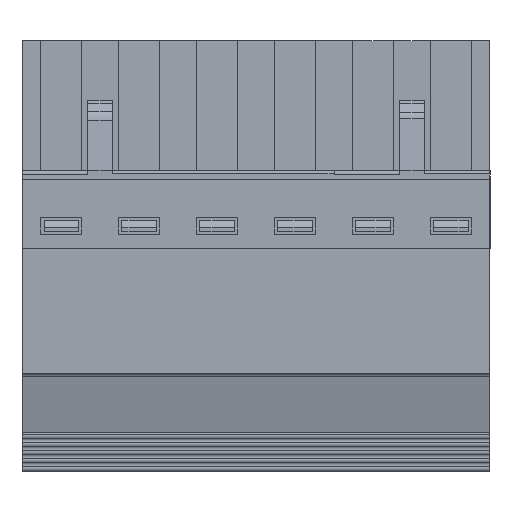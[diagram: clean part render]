
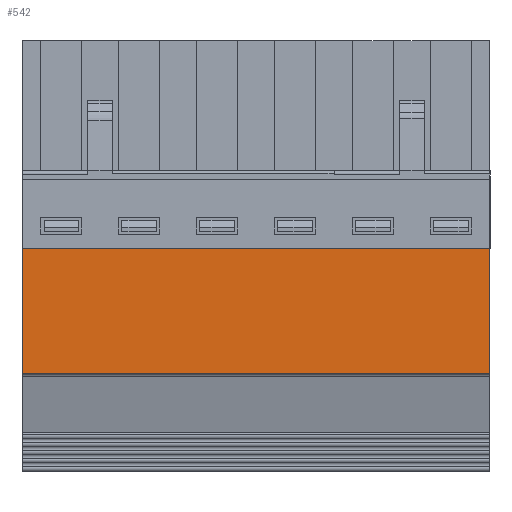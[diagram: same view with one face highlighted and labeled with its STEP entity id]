
A CAD part, front view. The second image highlights one B-rep face of the part: STEP entity #542.
In plain terms, the highlighted planar face has unit normal (0, -1, 0).
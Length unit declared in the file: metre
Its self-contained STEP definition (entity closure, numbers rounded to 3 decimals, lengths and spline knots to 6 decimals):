
#542=ADVANCED_FACE('',(#1475),#1476,.T.);
#1475=FACE_OUTER_BOUND('',#2873,.T.);
#1476=PLANE('',#2874);
#2873=EDGE_LOOP('',(#4470,#4471,#4472,#4473,#4474,#4475,#4476,#4477,#4478,#4479));
#2874=AXIS2_PLACEMENT_3D('',#4480,#4481,#4482);
#4470=ORIENTED_EDGE('',*,*,#8082,.T.);
#4471=ORIENTED_EDGE('',*,*,#8106,.T.);
#4472=ORIENTED_EDGE('',*,*,#8107,.F.);
#4473=ORIENTED_EDGE('',*,*,#8108,.T.);
#4474=ORIENTED_EDGE('',*,*,#8109,.T.);
#4475=ORIENTED_EDGE('',*,*,#8110,.T.);
#4476=ORIENTED_EDGE('',*,*,#8111,.F.);
#4477=ORIENTED_EDGE('',*,*,#7991,.F.);
#4478=ORIENTED_EDGE('',*,*,#7986,.T.);
#4479=ORIENTED_EDGE('',*,*,#8112,.T.);
#4480=CARTESIAN_POINT('',(0.02305,-0.035437,-0.075199));
#4481=DIRECTION('',(0.,-1.0,0.));
#4482=DIRECTION('',(0.,0.,1.0));
#7986=EDGE_CURVE('',#9500,#9498,#9501,.T.);
#7991=EDGE_CURVE('',#9500,#9507,#9508,.T.);
#8082=EDGE_CURVE('',#9648,#9646,#9649,.T.);
#8106=EDGE_CURVE('',#9646,#9685,#9686,.T.);
#8107=EDGE_CURVE('',#9687,#9685,#9688,.T.);
#8108=EDGE_CURVE('',#9687,#9689,#9690,.T.);
#8109=EDGE_CURVE('',#9689,#9691,#9692,.T.);
#8110=EDGE_CURVE('',#9691,#9693,#9694,.T.);
#8111=EDGE_CURVE('',#9507,#9693,#9695,.T.);
#8112=EDGE_CURVE('',#9498,#9648,#9696,.T.);
#9498=VERTEX_POINT('',#11713);
#9500=VERTEX_POINT('',#11716);
#9501=LINE('',#11717,#11718);
#9507=VERTEX_POINT('',#11727);
#9508=LINE('',#11728,#11729);
#9646=VERTEX_POINT('',#11914);
#9648=VERTEX_POINT('',#11917);
#9649=LINE('',#11918,#11919);
#9685=VERTEX_POINT('',#11956);
#9686=LINE('',#11957,#11958);
#9687=VERTEX_POINT('',#11959);
#9688=LINE('',#11960,#11961);
#9689=VERTEX_POINT('',#11962);
#9690=LINE('',#11963,#11964);
#9691=VERTEX_POINT('',#11965);
#9692=LINE('',#11966,#11967);
#9693=VERTEX_POINT('',#11968);
#9694=LINE('',#11969,#11970);
#9695=LINE('',#11971,#11972);
#9696=LINE('',#11973,#11974);
#11713=CARTESIAN_POINT('',(0.02305,-0.035437,-0.064424));
#11716=CARTESIAN_POINT('',(0.023054,-0.035437,-0.064424));
#11717=CARTESIAN_POINT('',(0.02305,-0.035437,-0.064424));
#11718=VECTOR('',#14814,1.0);
#11727=CARTESIAN_POINT('',(0.023054,-0.035437,-0.067526));
#11728=CARTESIAN_POINT('',(0.023054,-0.035437,-0.075199));
#11729=VECTOR('',#14818,1.0);
#11914=CARTESIAN_POINT('',(0.053052,-0.035437,-0.076626));
#11917=CARTESIAN_POINT('',(0.02305,-0.035437,-0.076626));
#11918=CARTESIAN_POINT('',(0.087814,-0.035437,-0.076626));
#11919=VECTOR('',#14927,1.0);
#11956=CARTESIAN_POINT('',(0.053052,-0.035437,-0.067526));
#11957=CARTESIAN_POINT('',(0.053052,-0.035437,-0.075199));
#11958=VECTOR('',#14965,1.0);
#11959=CARTESIAN_POINT('',(0.051947,-0.035437,-0.067526));
#11960=CARTESIAN_POINT('',(-0.02695,-0.035437,-0.067526));
#11961=VECTOR('',#14966,1.0);
#11962=CARTESIAN_POINT('',(0.051947,-0.035437,-0.068613));
#11963=CARTESIAN_POINT('',(0.051947,-0.035437,-0.075199));
#11964=VECTOR('',#14967,1.0);
#11965=CARTESIAN_POINT('',(0.024153,-0.035437,-0.068613));
#11966=CARTESIAN_POINT('',(0.02305,-0.035437,-0.068613));
#11967=VECTOR('',#14968,1.0);
#11968=CARTESIAN_POINT('',(0.024153,-0.035437,-0.067526));
#11969=CARTESIAN_POINT('',(0.024153,-0.035437,-0.075199));
#11970=VECTOR('',#14969,1.0);
#11971=CARTESIAN_POINT('',(0.02305,-0.035437,-0.067526));
#11972=VECTOR('',#14970,1.0);
#11973=CARTESIAN_POINT('',(0.02305,-0.035437,-0.075199));
#11974=VECTOR('',#14971,1.0);
#14814=DIRECTION('',(-1.0,0.,0.));
#14818=DIRECTION('',(0.,0.,-1.0));
#14927=DIRECTION('',(1.0,0.,0.));
#14965=DIRECTION('',(0.,0.,1.0));
#14966=DIRECTION('',(1.0,0.,0.));
#14967=DIRECTION('',(0.,0.,-1.0));
#14968=DIRECTION('',(-1.0,0.,0.));
#14969=DIRECTION('',(0.,0.,1.0));
#14970=DIRECTION('',(1.0,0.,0.));
#14971=DIRECTION('',(0.,0.,-1.0));
